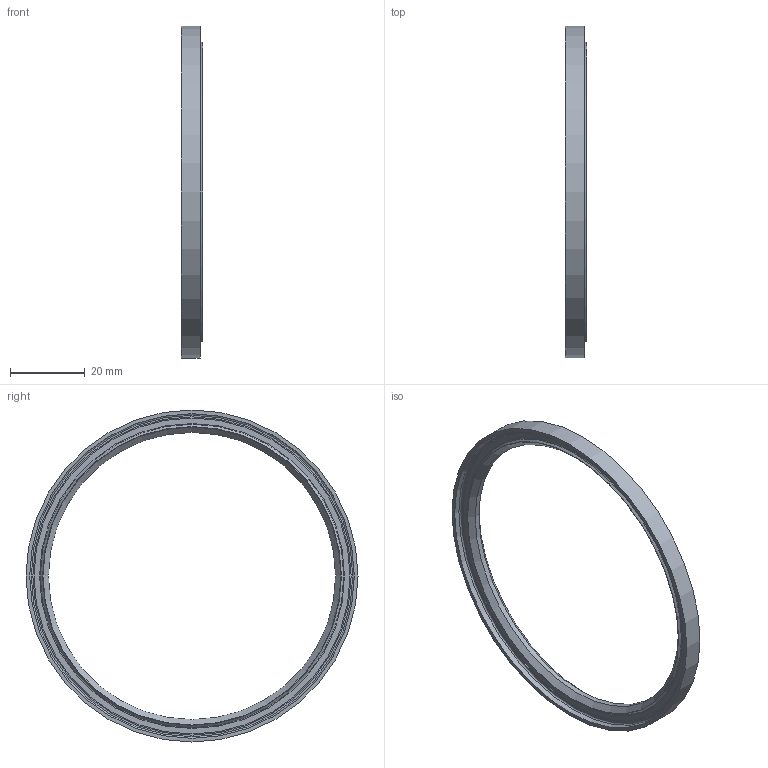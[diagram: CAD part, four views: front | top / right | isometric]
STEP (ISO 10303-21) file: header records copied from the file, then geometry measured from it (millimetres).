
FILE_DESCRIPTION(/* description */ (''),/* implementation_level */ '2;1');
FILE_NAME(/* name */ '34.063001.142.163az1',/* time_stamp */ '2019-04-04T08:48:51+02:00',/* author */ ('Murat Coskun Bicak'),/* organization */ ('Evac AG'),/* preprocessor_version */ 'ST-DEVELOPER v16.7',/* originating_system */ 'DEX',/* authorisation */ $);
FILE_SCHEMA (('AUTOMOTIVE_DESIGN {1 0 10303 214 3 1 1}'));
Length unit declared in the file: millimetre
Products named in the file (1): 34.063001.142.163az1
Bounding box: 5.65 x 89 x 89 mm (x, y, z)
Volume: 5327.9 mm3; surface area: 5880.7 mm2
Topology: 1 solids, 1 shells, 19 faces, 33 edges, 21 vertices
Faces by surface type: plane 7, torus 5, cone 4, cylinder 3
Full cylindrical faces by diameter (mm): 77 x1, 87 x1, 89 x1
Entity records: 418 total; most frequent: DIRECTION 78, CARTESIAN_POINT 58, AXIS2_PLACEMENT_3D 39, ORIENTED_EDGE 38, EDGE_LOOP 38, FACE_BOUND 38, EDGE_CURVE 19, VERTEX_POINT 19
